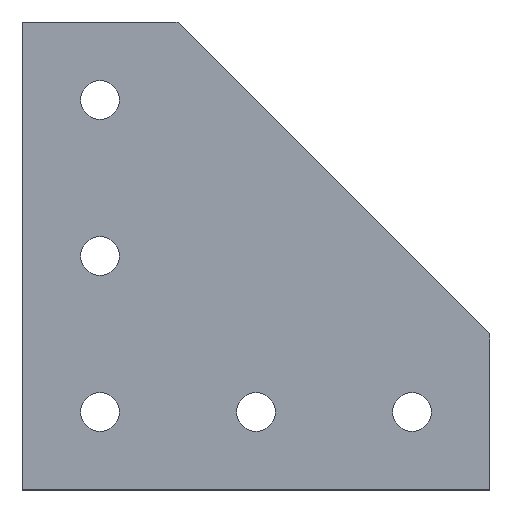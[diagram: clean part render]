
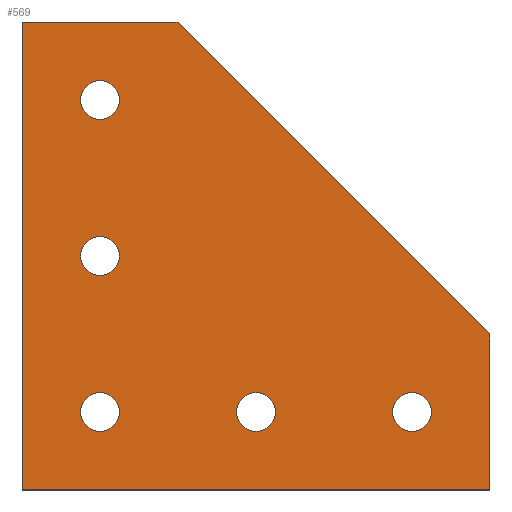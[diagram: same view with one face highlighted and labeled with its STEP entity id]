
A CAD part, top view. The second image highlights one B-rep face of the part: STEP entity #569.
In plain terms, the highlighted planar face has unit normal (0, 0, 1).
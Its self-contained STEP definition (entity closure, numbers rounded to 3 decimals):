
#3 = AXIS2_PLACEMENT_3D ( 'NONE', #40, #358, #83 ) ;
#9 = ORIENTED_EDGE ( 'NONE', *, *, #361, .F. ) ;
#11 = AXIS2_PLACEMENT_3D ( 'NONE', #363, #87, #410 ) ;
#13 = CIRCLE ( 'NONE', #380, 2.5 ) ;
#18 = DIRECTION ( 'NONE',  ( 0., -1., 0. ) ) ;
#22 = DIRECTION ( 'NONE',  ( 1., 0., 0. ) ) ;
#29 = DIRECTION ( 'NONE',  ( 0., 0., 1. ) ) ;
#31 = EDGE_LOOP ( 'NONE', ( #346, #169 ) ) ;
#32 = AXIS2_PLACEMENT_3D ( 'NONE', #220, #550, #268 ) ;
#38 = CARTESIAN_POINT ( 'NONE',  ( 50., 10., 0. ) ) ;
#40 = CARTESIAN_POINT ( 'NONE',  ( 30., 10., 0. ) ) ;
#45 = EDGE_CURVE ( 'NONE', #563, #416, #329, .T. ) ;
#50 = AXIS2_PLACEMENT_3D ( 'NONE', #38, #355, #80 ) ;
#54 = VERTEX_POINT ( 'NONE', #65 ) ;
#59 = LINE ( 'NONE', #588, #528 ) ;
#63 = FACE_BOUND ( 'NONE', #331, .T. ) ;
#65 = CARTESIAN_POINT ( 'NONE',  ( 12.5, 30., 0. ) ) ;
#70 = DIRECTION ( 'NONE',  ( 0., 1., 0. ) ) ;
#74 = AXIS2_PLACEMENT_3D ( 'NONE', #217, #546, #266 ) ;
#80 = DIRECTION ( 'NONE',  ( 1., 0., 0. ) ) ;
#83 = DIRECTION ( 'NONE',  ( 1., 0., 0. ) ) ;
#84 = DIRECTION ( 'NONE',  ( 0., 0., 1. ) ) ;
#87 = DIRECTION ( 'NONE',  ( 0., 0., 1. ) ) ;
#93 = DIRECTION ( 'NONE',  ( 0., 0., 1. ) ) ;
#107 = ORIENTED_EDGE ( 'NONE', *, *, #164, .T. ) ;
#111 = AXIS2_PLACEMENT_3D ( 'NONE', #301, #29, #345 ) ;
#112 = ORIENTED_EDGE ( 'NONE', *, *, #282, .F. ) ;
#118 = FACE_BOUND ( 'NONE', #521, .T. ) ;
#125 = DIRECTION ( 'NONE',  ( -1., 0., 0. ) ) ;
#130 = VERTEX_POINT ( 'NONE', #161 ) ;
#135 = DIRECTION ( 'NONE',  ( 1., 0., 0. ) ) ;
#138 = VERTEX_POINT ( 'NONE', #209 ) ;
#140 = AXIS2_PLACEMENT_3D ( 'NONE', #369, #93, #414 ) ;
#141 = ORIENTED_EDGE ( 'NONE', *, *, #45, .T. ) ;
#144 = ORIENTED_EDGE ( 'NONE', *, *, #222, .F. ) ;
#145 = CIRCLE ( 'NONE', #74, 2.5 ) ;
#147 = ORIENTED_EDGE ( 'NONE', *, *, #271, .F. ) ;
#149 = CIRCLE ( 'NONE', #3, 2.5 ) ;
#154 = AXIS2_PLACEMENT_3D ( 'NONE', #401, #223, #551 ) ;
#155 = EDGE_CURVE ( 'NONE', #599, #518, #199, .T. ) ;
#160 = CARTESIAN_POINT ( 'NONE',  ( 0., 60., 0. ) ) ;
#161 = CARTESIAN_POINT ( 'NONE',  ( 0., 0., 0. ) ) ;
#164 = EDGE_CURVE ( 'NONE', #470, #563, #59, .T. ) ;
#165 = DIRECTION ( 'NONE',  ( 0., 0., 1. ) ) ;
#169 = ORIENTED_EDGE ( 'NONE', *, *, #155, .F. ) ;
#175 = PLANE ( 'NONE',  #154 ) ;
#183 = LINE ( 'NONE', #320, #566 ) ;
#186 = VERTEX_POINT ( 'NONE', #260 ) ;
#191 = EDGE_LOOP ( 'NONE', ( #515, #356 ) ) ;
#192 = CIRCLE ( 'NONE', #140, 2.5 ) ;
#195 = FACE_BOUND ( 'NONE', #31, .T. ) ;
#199 = CIRCLE ( 'NONE', #111, 2.5 ) ;
#202 = VECTOR ( 'NONE', #135, 1000. ) ;
#209 = CARTESIAN_POINT ( 'NONE',  ( 7.5, 30., 0. ) ) ;
#217 = CARTESIAN_POINT ( 'NONE',  ( 10., 30., 0. ) ) ;
#220 = CARTESIAN_POINT ( 'NONE',  ( 10., 50., 0. ) ) ;
#221 = VERTEX_POINT ( 'NONE', #592 ) ;
#222 = EDGE_CURVE ( 'NONE', #54, #138, #145, .T. ) ;
#223 = DIRECTION ( 'NONE',  ( 0., 0., -1. ) ) ;
#224 = CARTESIAN_POINT ( 'NONE',  ( 7.5, 10., 0. ) ) ;
#231 = CARTESIAN_POINT ( 'NONE',  ( 12.5, 50., 0. ) ) ;
#234 = LINE ( 'NONE', #453, #590 ) ;
#240 = ORIENTED_EDGE ( 'NONE', *, *, #548, .T. ) ;
#246 = EDGE_LOOP ( 'NONE', ( #289, #9 ) ) ;
#250 = EDGE_CURVE ( 'NONE', #518, #599, #330, .T. ) ;
#260 = CARTESIAN_POINT ( 'NONE',  ( 7.5, 50., 0. ) ) ;
#266 = DIRECTION ( 'NONE',  ( 1., 0., 0. ) ) ;
#268 = DIRECTION ( 'NONE',  ( 1., 0., 0. ) ) ;
#271 = EDGE_CURVE ( 'NONE', #306, #221, #149, .T. ) ;
#278 = VERTEX_POINT ( 'NONE', #224 ) ;
#282 = EDGE_CURVE ( 'NONE', #221, #306, #471, .T. ) ;
#289 = ORIENTED_EDGE ( 'NONE', *, *, #294, .F. ) ;
#292 = CARTESIAN_POINT ( 'NONE',  ( 20., 60., 0. ) ) ;
#294 = EDGE_CURVE ( 'NONE', #467, #278, #332, .T. ) ;
#295 = DIRECTION ( 'NONE',  ( 0., 0., 1. ) ) ;
#301 = CARTESIAN_POINT ( 'NONE',  ( 50., 10., 0. ) ) ;
#306 = VERTEX_POINT ( 'NONE', #602 ) ;
#316 = EDGE_CURVE ( 'NONE', #130, #470, #451, .T. ) ;
#319 = AXIS2_PLACEMENT_3D ( 'NONE', #583, #295, #22 ) ;
#320 = CARTESIAN_POINT ( 'NONE',  ( 0., 0., 0. ) ) ;
#329 = LINE ( 'NONE', #292, #571 ) ;
#330 = CIRCLE ( 'NONE', #50, 2.5 ) ;
#331 = EDGE_LOOP ( 'NONE', ( #112, #147 ) ) ;
#332 = CIRCLE ( 'NONE', #11, 2.5 ) ;
#338 = VERTEX_POINT ( 'NONE', #231 ) ;
#345 = DIRECTION ( 'NONE',  ( 1., 0., 0. ) ) ;
#346 = ORIENTED_EDGE ( 'NONE', *, *, #250, .F. ) ;
#347 = CIRCLE ( 'NONE', #32, 2.5 ) ;
#349 = CARTESIAN_POINT ( 'NONE',  ( 52.5, 10., 0. ) ) ;
#355 = DIRECTION ( 'NONE',  ( 0., 0., 1. ) ) ;
#356 = ORIENTED_EDGE ( 'NONE', *, *, #532, .F. ) ;
#358 = DIRECTION ( 'NONE',  ( 0., 0., 1. ) ) ;
#360 = CARTESIAN_POINT ( 'NONE',  ( 30., 10., 0. ) ) ;
#361 = EDGE_CURVE ( 'NONE', #278, #467, #192, .T. ) ;
#363 = CARTESIAN_POINT ( 'NONE',  ( 10., 10., 0. ) ) ;
#369 = CARTESIAN_POINT ( 'NONE',  ( 10., 10., 0. ) ) ;
#380 = AXIS2_PLACEMENT_3D ( 'NONE', #440, #165, #496 ) ;
#385 = CARTESIAN_POINT ( 'NONE',  ( 20., 60., 0. ) ) ;
#388 = EDGE_CURVE ( 'NONE', #459, #130, #183, .T. ) ;
#401 = CARTESIAN_POINT ( 'NONE',  ( 0., 0., 0. ) ) ;
#404 = CARTESIAN_POINT ( 'NONE',  ( 47.5, 10., 0. ) ) ;
#408 = DIRECTION ( 'NONE',  ( 1., 0., 0. ) ) ;
#410 = DIRECTION ( 'NONE',  ( 1., 0., 0. ) ) ;
#414 = DIRECTION ( 'NONE',  ( 1., 0., 0. ) ) ;
#416 = VERTEX_POINT ( 'NONE', #385 ) ;
#419 = FACE_BOUND ( 'NONE', #191, .T. ) ;
#429 = FACE_BOUND ( 'NONE', #246, .T. ) ;
#432 = EDGE_CURVE ( 'NONE', #338, #186, #537, .T. ) ;
#440 = CARTESIAN_POINT ( 'NONE',  ( 10., 30., 0. ) ) ;
#448 = ORIENTED_EDGE ( 'NONE', *, *, #316, .T. ) ;
#451 = LINE ( 'NONE', #511, #202 ) ;
#453 = CARTESIAN_POINT ( 'NONE',  ( 0., 60., 0. ) ) ;
#459 = VERTEX_POINT ( 'NONE', #160 ) ;
#467 = VERTEX_POINT ( 'NONE', #538 ) ;
#470 = VERTEX_POINT ( 'NONE', #492 ) ;
#471 = CIRCLE ( 'NONE', #559, 2.5 ) ;
#472 = EDGE_LOOP ( 'NONE', ( #504, #448, #107, #141, #240 ) ) ;
#475 = EDGE_CURVE ( 'NONE', #138, #54, #13, .T. ) ;
#492 = CARTESIAN_POINT ( 'NONE',  ( 60., 0., 0. ) ) ;
#496 = DIRECTION ( 'NONE',  ( 1., 0., 0. ) ) ;
#504 = ORIENTED_EDGE ( 'NONE', *, *, #388, .T. ) ;
#511 = CARTESIAN_POINT ( 'NONE',  ( 0., 0., 0. ) ) ;
#515 = ORIENTED_EDGE ( 'NONE', *, *, #432, .F. ) ;
#518 = VERTEX_POINT ( 'NONE', #349 ) ;
#521 = EDGE_LOOP ( 'NONE', ( #144, #560 ) ) ;
#528 = VECTOR ( 'NONE', #70, 1000. ) ;
#532 = EDGE_CURVE ( 'NONE', #186, #338, #347, .T. ) ;
#537 = CIRCLE ( 'NONE', #319, 2.5 ) ;
#538 = CARTESIAN_POINT ( 'NONE',  ( 12.5, 10., 0. ) ) ;
#546 = DIRECTION ( 'NONE',  ( 0., 0., 1. ) ) ;
#548 = EDGE_CURVE ( 'NONE', #416, #459, #234, .T. ) ;
#550 = DIRECTION ( 'NONE',  ( 0., 0., 1. ) ) ;
#551 = DIRECTION ( 'NONE',  ( -1., 0., 0. ) ) ;
#553 = FACE_OUTER_BOUND ( 'NONE', #472, .T. ) ;
#559 = AXIS2_PLACEMENT_3D ( 'NONE', #360, #84, #408 ) ;
#560 = ORIENTED_EDGE ( 'NONE', *, *, #475, .F. ) ;
#563 = VERTEX_POINT ( 'NONE', #596 ) ;
#566 = VECTOR ( 'NONE', #18, 1000. ) ;
#569 = ADVANCED_FACE ( 'NONE', ( #419, #118, #195, #63, #429, #553 ), #175, .F. ) ;
#571 = VECTOR ( 'NONE', #582, 1000. ) ;
#582 = DIRECTION ( 'NONE',  ( -0.707, 0.707, 0. ) ) ;
#583 = CARTESIAN_POINT ( 'NONE',  ( 10., 50., 0. ) ) ;
#588 = CARTESIAN_POINT ( 'NONE',  ( 60., 20., 0. ) ) ;
#590 = VECTOR ( 'NONE', #125, 1000. ) ;
#592 = CARTESIAN_POINT ( 'NONE',  ( 32.5, 10., 0. ) ) ;
#596 = CARTESIAN_POINT ( 'NONE',  ( 60., 20., 0. ) ) ;
#599 = VERTEX_POINT ( 'NONE', #404 ) ;
#602 = CARTESIAN_POINT ( 'NONE',  ( 27.5, 10., 0. ) ) ;
